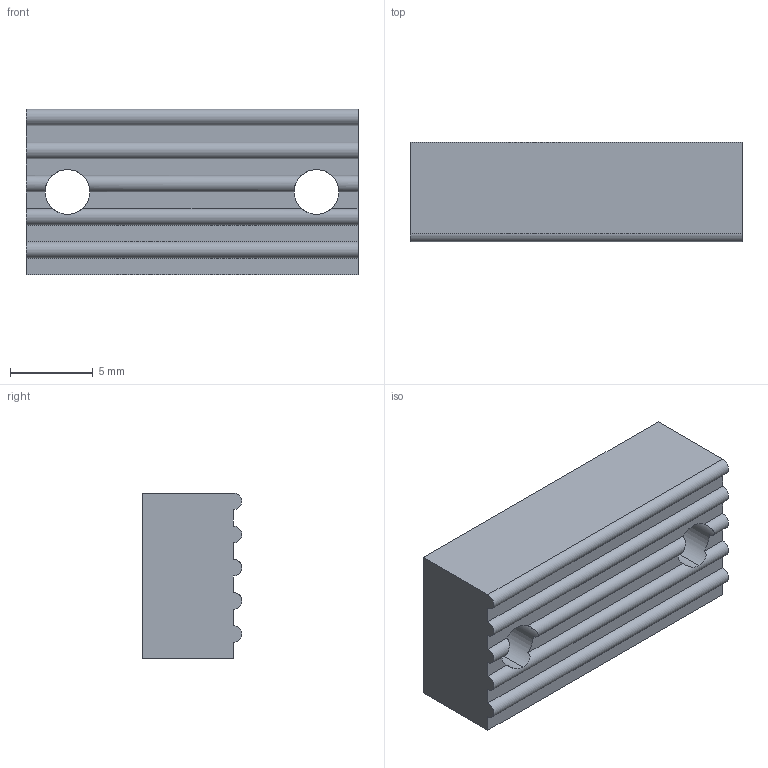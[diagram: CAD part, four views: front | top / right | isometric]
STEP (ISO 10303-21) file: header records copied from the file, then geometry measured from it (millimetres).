
FILE_DESCRIPTION (( 'STEP AP203' ), '1' );
FILE_NAME ('bed spreader-clamp-2 (Default).STEP', '2021-11-19T22:24:13', ( '' ), ( '' ), 'SwSTEP 2.0', 'SolidWorks 2020', '' );
FILE_SCHEMA (( 'CONFIG_CONTROL_DESIGN' ));
Length unit declared in the file: inch
Products named in the file (1): bed spreader-clamp-2 (Default)
Bounding box: 20 x 6 x 10 mm (x, y, z)
Volume: 1074.1 mm3; surface area: 861.2 mm2
Topology: 1 solids, 1 shells, 23 faces, 69 edges, 46 vertices
Faces by surface type: plane 12, cylinder 11
Entity records: 944 total; most frequent: CARTESIAN_POINT 227, ORIENTED_EDGE 138, DIRECTION 131, EDGE_CURVE 69, VERTEX_POINT 46, AXIS2_PLACEMENT_3D 46, LINE 39, VECTOR 39
